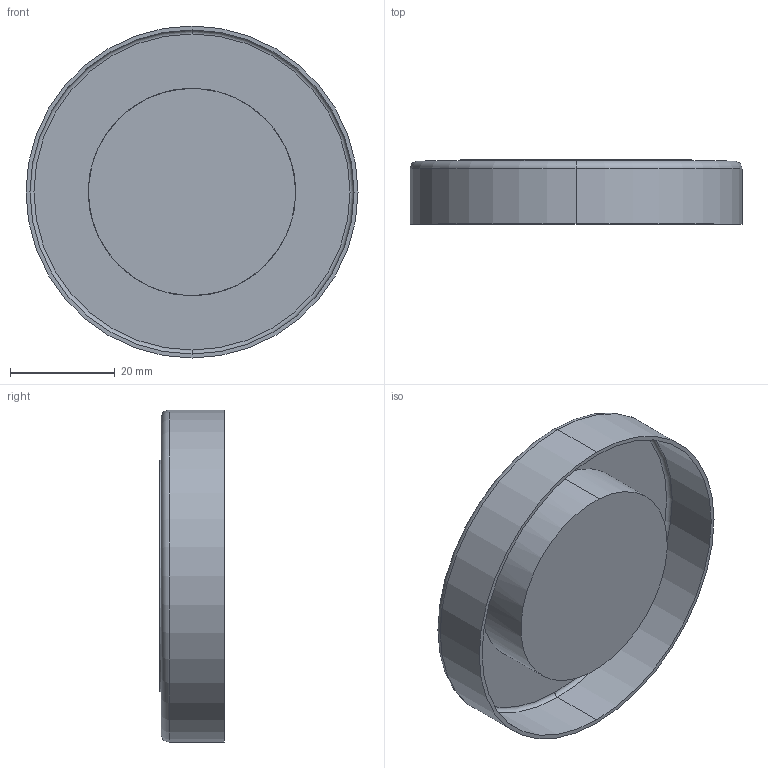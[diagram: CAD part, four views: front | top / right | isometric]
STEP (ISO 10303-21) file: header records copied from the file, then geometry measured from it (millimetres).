
FILE_DESCRIPTION (( 'STEP AP203' ), '1' );
FILE_NAME ('A0633-3-W.STEP', '2019-10-02T14:51:07', ( '' ), ( '' ), 'SwSTEP 2.0', 'SolidWorks 2019', '' );
FILE_SCHEMA (( 'CONFIG_CONTROL_DESIGN' ));
Length unit declared in the file: inch
Products named in the file (1): A0633-3-W
Bounding box: 63.5 x 12.32 x 63.5 mm (x, y, z)
Volume: 6562.9 mm3; surface area: 13281.5 mm2
Topology: 1 solids, 1 shells, 25 faces, 48 edges, 30 vertices
Faces by surface type: cylinder 12, plane 7, torus 6
Entity records: 729 total; most frequent: DIRECTION 136, CARTESIAN_POINT 104, ORIENTED_EDGE 96, AXIS2_PLACEMENT_3D 62, EDGE_CURVE 48, CIRCLE 36, VERTEX_POINT 30, EDGE_LOOP 30
